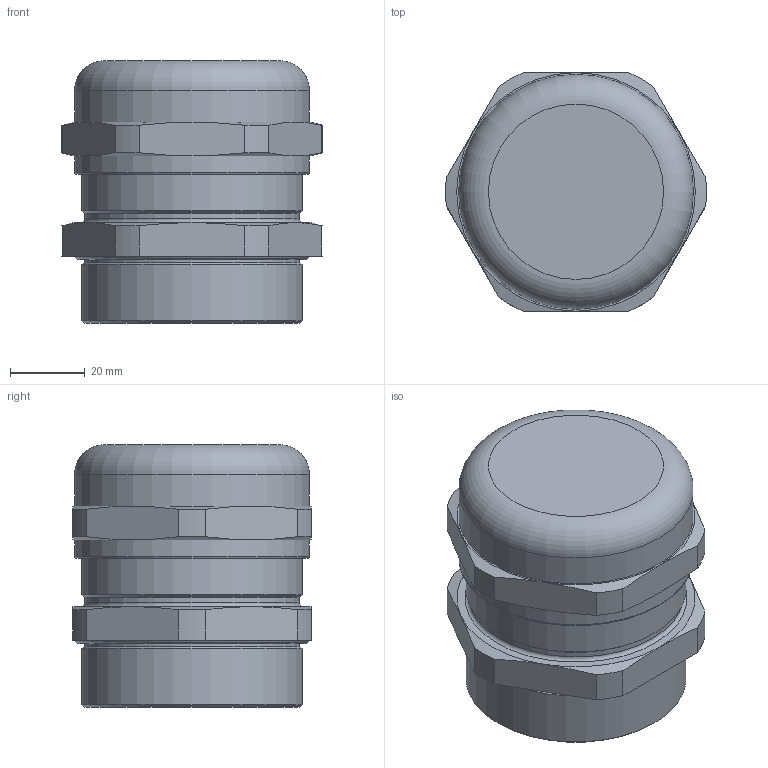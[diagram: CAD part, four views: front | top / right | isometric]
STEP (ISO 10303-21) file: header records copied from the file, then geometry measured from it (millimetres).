
FILE_DESCRIPTION((''),'2;1');
FILE_NAME('BSEN-10.stp','2012-10-01T17:04:18',('mustafa'),(''),'Autodesk Inventor 2013','Autodesk Inventor 2013','');
FILE_SCHEMA(('AUTOMOTIVE_DESIGN { 1 0 10303 214 1 1 1 1 }'));
Length unit declared in the file: inch
Products named in the file (1): PG 48 EMC RAKOR MONTAJI TL18_Shrinkwrap_1
Bounding box: 69.96 x 64 x 70.42 mm (x, y, z)
Volume: 211870.3 mm3; surface area: 21814.2 mm2
Topology: 1 solids, 1 shells, 63 faces, 141 edges, 86 vertices
Faces by surface type: cone 21, plane 20, cylinder 18, torus 4
Full cylindrical faces by diameter (mm): 57.63 x2, 59.15 x2, 63 x2
Entity records: 1660 total; most frequent: CARTESIAN_POINT 346, DIRECTION 278, ORIENTED_EDGE 252, EDGE_CURVE 126, AXIS2_PLACEMENT_3D 124, VERTEX_POINT 84, EDGE_LOOP 82, FACE_OUTER_BOUND 63
